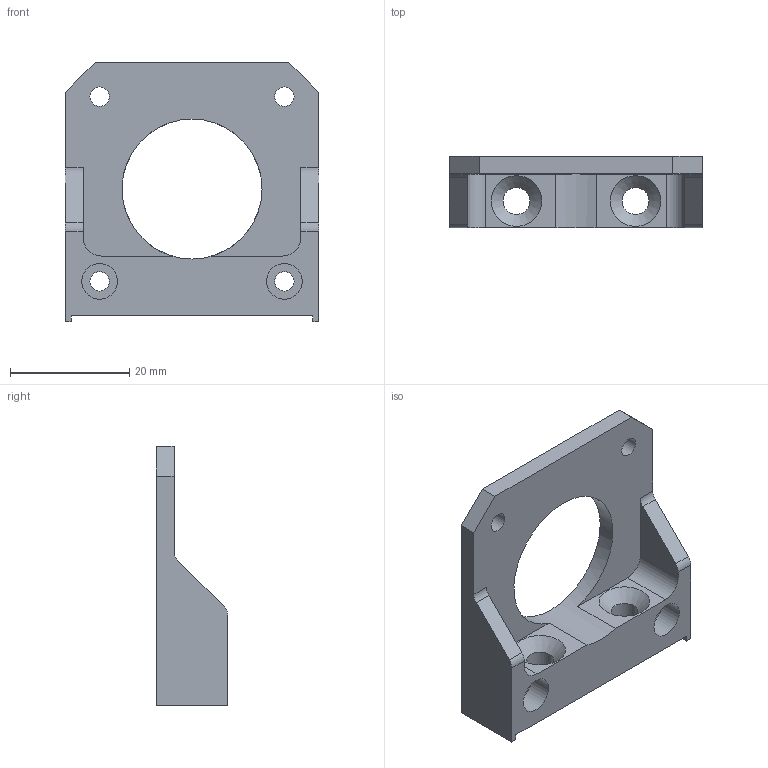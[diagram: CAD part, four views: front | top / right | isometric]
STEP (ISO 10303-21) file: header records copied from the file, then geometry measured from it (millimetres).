
FILE_DESCRIPTION(('FreeCAD Model'),'2;1');
FILE_NAME('Open CASCADE Shape Model','2024-10-28T22:42:20',(''),(''), 'Open CASCADE STEP processor 7.6','FreeCAD','Unknown');
FILE_SCHEMA(('CONFIG_CONTROL_DESIGN','SHAPE_APPEARANCE_LAYER_MIM'));
Length unit declared in the file: millimetre
Products named in the file (1): Body
Bounding box: 42.5 x 12 x 43.5 mm (x, y, z)
Volume: 7618.8 mm3; surface area: 5198.4 mm2
Topology: 1 solids, 1 shells, 38 faces, 107 edges, 72 vertices
Faces by surface type: plane 21, cylinder 15, cone 2
Full cylindrical faces by diameter (mm): 3.25 x4, 4.5 x2, 6 x2, 23.5 x1
Entity records: 2712 total; most frequent: CARTESIAN_POINT 650, DIRECTION 337, ORIENTED_EDGE 214, PCURVE 214, DEFINITIONAL_REPRESENTATION 214, LINE 177, VECTOR 177, EDGE_CURVE 107
